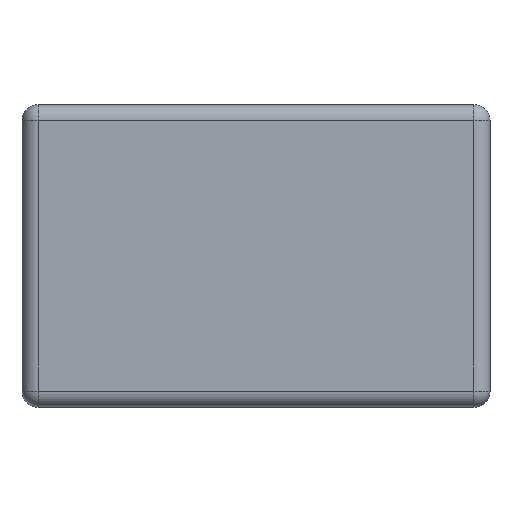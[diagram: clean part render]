
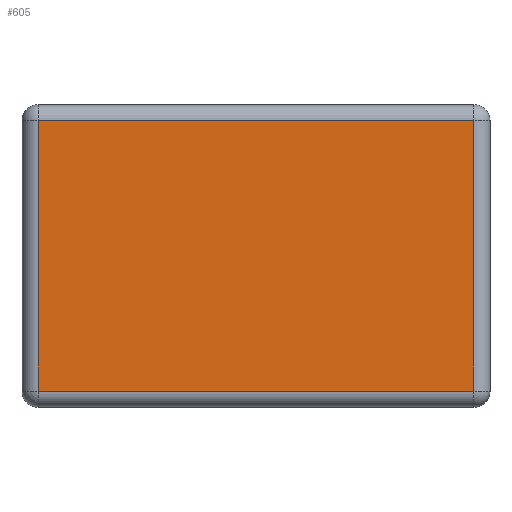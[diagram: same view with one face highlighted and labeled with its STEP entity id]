
A CAD part, top view. The second image highlights one B-rep face of the part: STEP entity #605.
In plain terms, the highlighted planar face has unit normal (0, 0, 1).
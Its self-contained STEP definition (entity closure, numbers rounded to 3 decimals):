
#224 = VERTEX_POINT('',#225);
#225 = CARTESIAN_POINT('',(-54.,33.5,24.4));
#232 = EDGE_CURVE('',#224,#233,#235,.T.);
#233 = VERTEX_POINT('',#234);
#234 = CARTESIAN_POINT('',(-54.,-33.5,24.4));
#235 = LINE('',#236,#237);
#236 = CARTESIAN_POINT('',(-54.,37.5,24.4));
#237 = VECTOR('',#238,1.);
#238 = DIRECTION('',(0.,-1.,0.));
#605 = ADVANCED_FACE('',(#606),#631,.F.);
#606 = FACE_BOUND('',#607,.F.);
#607 = EDGE_LOOP('',(#608,#609,#617,#625));
#608 = ORIENTED_EDGE('',*,*,#232,.F.);
#609 = ORIENTED_EDGE('',*,*,#610,.T.);
#610 = EDGE_CURVE('',#224,#611,#613,.T.);
#611 = VERTEX_POINT('',#612);
#612 = CARTESIAN_POINT('',(54.,33.5,24.4));
#613 = LINE('',#614,#615);
#614 = CARTESIAN_POINT('',(-58.,33.5,24.4));
#615 = VECTOR('',#616,1.);
#616 = DIRECTION('',(1.,0.,0.));
#617 = ORIENTED_EDGE('',*,*,#618,.T.);
#618 = EDGE_CURVE('',#611,#619,#621,.T.);
#619 = VERTEX_POINT('',#620);
#620 = CARTESIAN_POINT('',(54.,-33.5,24.4));
#621 = LINE('',#622,#623);
#622 = CARTESIAN_POINT('',(54.,37.5,24.4));
#623 = VECTOR('',#624,1.);
#624 = DIRECTION('',(0.,-1.,0.));
#625 = ORIENTED_EDGE('',*,*,#626,.F.);
#626 = EDGE_CURVE('',#233,#619,#627,.T.);
#627 = LINE('',#628,#629);
#628 = CARTESIAN_POINT('',(-58.,-33.5,24.4));
#629 = VECTOR('',#630,1.);
#630 = DIRECTION('',(1.,0.,0.));
#631 = PLANE('',#632);
#632 = AXIS2_PLACEMENT_3D('',#633,#634,#635);
#633 = CARTESIAN_POINT('',(-58.,37.5,24.4));
#634 = DIRECTION('',(0.,0.,-1.));
#635 = DIRECTION('',(1.,0.,0.));
